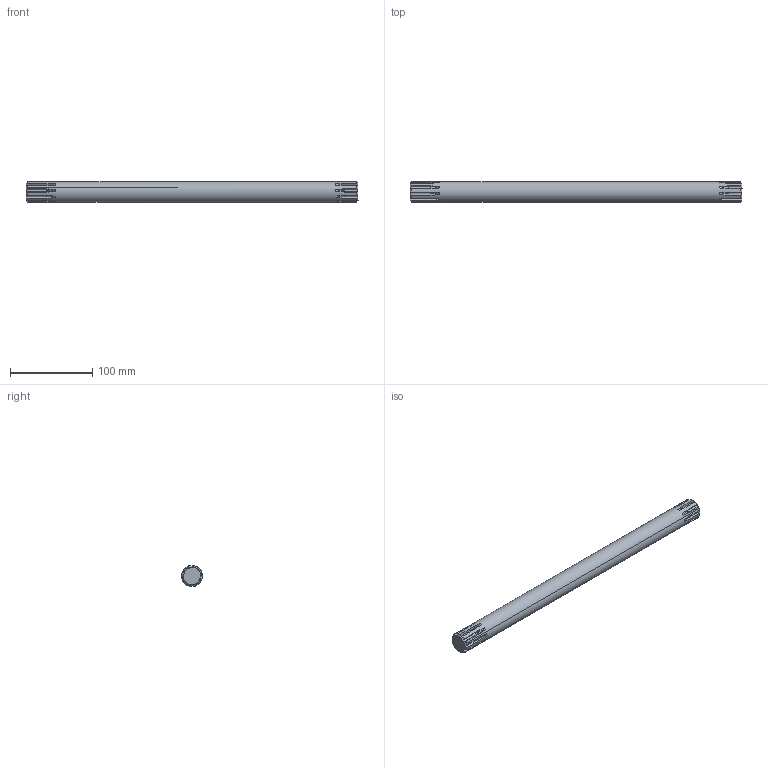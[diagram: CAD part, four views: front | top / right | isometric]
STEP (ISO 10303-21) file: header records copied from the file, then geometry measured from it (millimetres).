
FILE_DESCRIPTION (( 'STEP AP203' ), '1' );
FILE_NAME ('RDRStubShaft_Primary.STEP', '2023-07-27T05:57:17', ( '' ), ( '' ), 'SwSTEP 2.0', 'SolidWorks 2021', '' );
FILE_SCHEMA (( 'CONFIG_CONTROL_DESIGN' ));
Length unit declared in the file: centimetre
Products named in the file (4): Rear Axle Assembly _1_; Part 54; Stub Shaft _1_-1; RDRStubShaft_Primary
Assembly tree (3 placements, depth 4):
  RDRStubShaft_Primary
    Rear Axle Assembly _1_
      Stub Shaft _1_-1
        Part 54
Bounding box: 403.38 x 25.43 x 25.48 mm (x, y, z)
Volume: 199874.1 mm3; surface area: 34827.9 mm2
Topology: 1 solids, 1 shells, 166 faces, 490 edges, 326 vertices
Faces by surface type: cone 62, plane 42, torus 40, cylinder 22
Entity records: 6278 total; most frequent: CARTESIAN_POINT 1462, ORIENTED_EDGE 980, DIRECTION 924, EDGE_CURVE 490, AXIS2_PLACEMENT_3D 380, VERTEX_POINT 326, CIRCLE 206, ADVANCED_FACE 166
